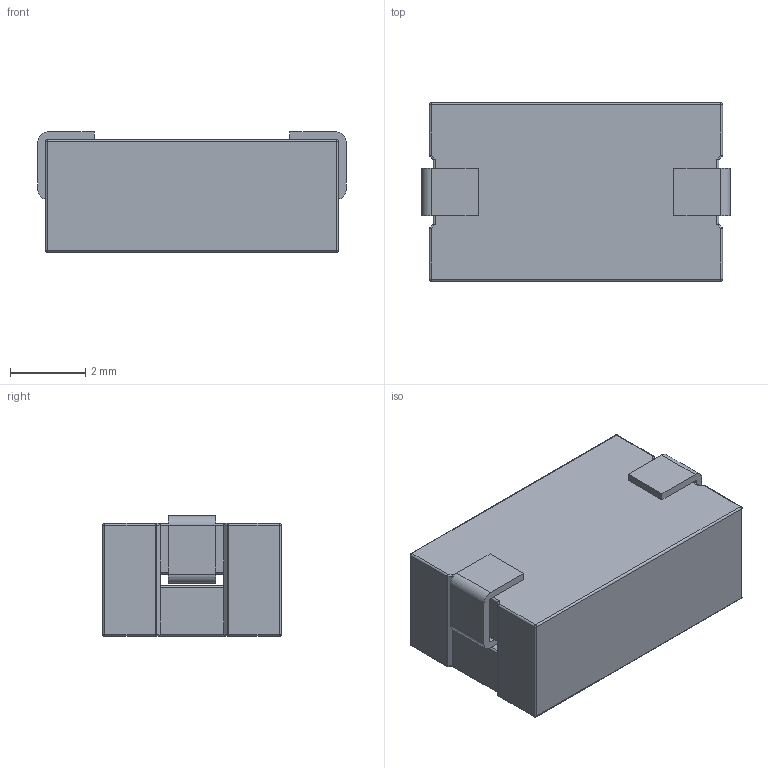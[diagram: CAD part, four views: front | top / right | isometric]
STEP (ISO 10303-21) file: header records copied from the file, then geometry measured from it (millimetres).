
FILE_DESCRIPTION( ( 'Unknown' ), '1' );
FILE_NAME( '7427932.stp', 'Unknown', ( 'Unknown' ), ( 'Unknown' ), 'XStep 1.0', 'Unknown', ' ' );
FILE_SCHEMA( ( 'automotive_design' ) );
Length unit declared in the file: millimetre
Products named in the file (3): Assem1; Gehäuse; Pin
Bounding box: 8.2 x 4.75 x 3.2 mm (x, y, z)
Surface area: 435.9 mm2
Topology: 4 solids, 4 shells, 188 faces, 456 edges, 240 vertices
Faces by surface type: cylinder 88, plane 68, sphere 32
Entity records: 2796 total; most frequent: DIRECTION 486, CARTESIAN_POINT 429, ORIENTED_EDGE 424, EDGE_CURVE 212, AXIS2_PLACEMENT_3D 177, LINE 132, VECTOR 132, VERTEX_POINT 120
